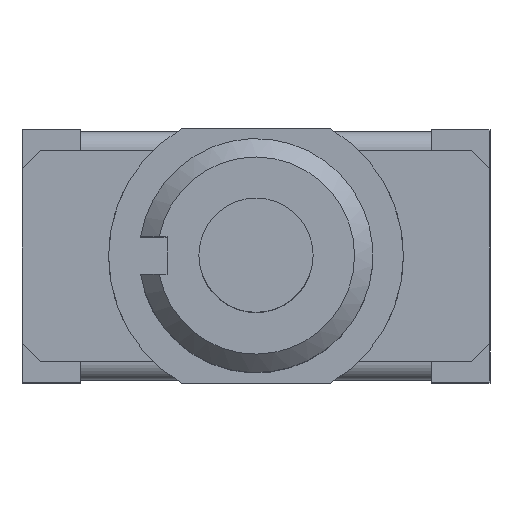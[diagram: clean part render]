
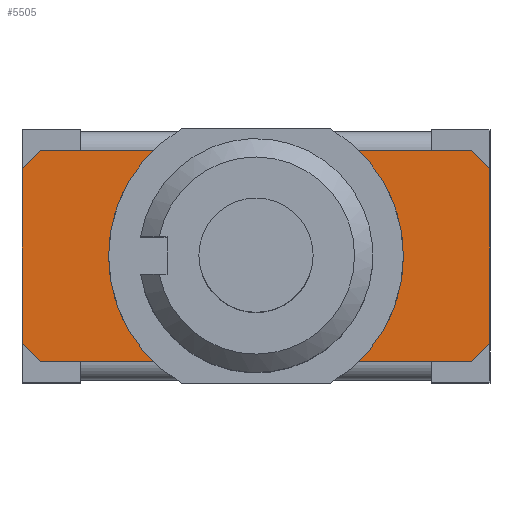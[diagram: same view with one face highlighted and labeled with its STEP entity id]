
A CAD part, top view. The second image highlights one B-rep face of the part: STEP entity #5505.
In plain terms, the highlighted planar face has unit normal (0, 0, 1).
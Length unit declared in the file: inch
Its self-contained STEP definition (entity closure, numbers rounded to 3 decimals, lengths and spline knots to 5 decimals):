
#55=FACE_BOUND('',#860,.T.);
#294=PLANE('',#5822);
#534=FACE_OUTER_BOUND('',#859,.T.);
#859=EDGE_LOOP('',(#4313,#4314,#4315,#4316,#4317,#4318,#4319,#4320,#4321,
#4322,#4323,#4324));
#860=EDGE_LOOP('',(#4325,#4326,#4327,#4328,#4329,#4330,#4331,#4332));
#1295=LINE('',#8886,#1863);
#1299=LINE('',#8895,#1867);
#1301=LINE('',#8900,#1869);
#1306=LINE('',#8908,#1874);
#1307=LINE('',#8911,#1875);
#1310=LINE('',#8917,#1878);
#1313=LINE('',#8923,#1881);
#1318=LINE('',#8932,#1886);
#1319=LINE('',#8935,#1887);
#1322=LINE('',#8940,#1890);
#1324=LINE('',#8943,#1892);
#1325=LINE('',#8944,#1893);
#1326=LINE('',#8953,#1894);
#1327=LINE('',#8960,#1895);
#1863=VECTOR('',#6517,39.37008);
#1867=VECTOR('',#6523,39.37008);
#1869=VECTOR('',#6527,39.37008);
#1874=VECTOR('',#6534,39.37008);
#1875=VECTOR('',#6537,39.37008);
#1878=VECTOR('',#6542,39.37008);
#1881=VECTOR('',#6547,39.37008);
#1886=VECTOR('',#6554,39.37008);
#1887=VECTOR('',#6557,39.37008);
#1890=VECTOR('',#6562,39.37008);
#1892=VECTOR('',#6566,39.37008);
#1893=VECTOR('',#6567,39.37008);
#1894=VECTOR('',#6574,39.37008);
#1895=VECTOR('',#6581,39.37008);
#2233=CIRCLE('',#5823,0.01772);
#2234=CIRCLE('',#5824,0.15748);
#2235=CIRCLE('',#5825,0.01772);
#2236=CIRCLE('',#5826,0.01772);
#2237=CIRCLE('',#5827,0.15748);
#2238=CIRCLE('',#5828,0.01772);
#2359=VERTEX_POINT('',#7575);
#2580=VERTEX_POINT('',#8883);
#2581=VERTEX_POINT('',#8885);
#2584=VERTEX_POINT('',#8892);
#2585=VERTEX_POINT('',#8894);
#2586=VERTEX_POINT('',#8898);
#2587=VERTEX_POINT('',#8899);
#2590=VERTEX_POINT('',#8910);
#2592=VERTEX_POINT('',#8916);
#2594=VERTEX_POINT('',#8922);
#2597=VERTEX_POINT('',#8929);
#2598=VERTEX_POINT('',#8934);
#2600=VERTEX_POINT('',#8945);
#2601=VERTEX_POINT('',#8946);
#2602=VERTEX_POINT('',#8948);
#2603=VERTEX_POINT('',#8950);
#2604=VERTEX_POINT('',#8952);
#2605=VERTEX_POINT('',#8954);
#2606=VERTEX_POINT('',#8956);
#2607=VERTEX_POINT('',#8958);
#3198=EDGE_CURVE('',#2581,#2580,#1295,.T.);
#3202=EDGE_CURVE('',#2585,#2584,#1299,.T.);
#3204=EDGE_CURVE('',#2586,#2587,#1301,.T.);
#3209=EDGE_CURVE('',#2359,#2586,#1306,.T.);
#3210=EDGE_CURVE('',#2590,#2581,#1307,.T.);
#3213=EDGE_CURVE('',#2592,#2590,#1310,.T.);
#3216=EDGE_CURVE('',#2594,#2592,#1313,.T.);
#3221=EDGE_CURVE('',#2597,#2594,#1318,.T.);
#3222=EDGE_CURVE('',#2598,#2585,#1319,.T.);
#3225=EDGE_CURVE('',#2587,#2598,#1322,.T.);
#3227=EDGE_CURVE('',#2584,#2597,#1324,.T.);
#3228=EDGE_CURVE('',#2580,#2359,#1325,.T.);
#3229=EDGE_CURVE('',#2600,#2601,#2233,.T.);
#3230=EDGE_CURVE('',#2602,#2600,#2234,.T.);
#3231=EDGE_CURVE('',#2603,#2602,#2235,.T.);
#3232=EDGE_CURVE('',#2604,#2603,#1326,.T.);
#3233=EDGE_CURVE('',#2605,#2604,#2236,.T.);
#3234=EDGE_CURVE('',#2606,#2605,#2237,.T.);
#3235=EDGE_CURVE('',#2607,#2606,#2238,.T.);
#3236=EDGE_CURVE('',#2601,#2607,#1327,.T.);
#4313=ORIENTED_EDGE('',*,*,#3204,.T.);
#4314=ORIENTED_EDGE('',*,*,#3225,.T.);
#4315=ORIENTED_EDGE('',*,*,#3222,.T.);
#4316=ORIENTED_EDGE('',*,*,#3202,.T.);
#4317=ORIENTED_EDGE('',*,*,#3227,.T.);
#4318=ORIENTED_EDGE('',*,*,#3221,.T.);
#4319=ORIENTED_EDGE('',*,*,#3216,.T.);
#4320=ORIENTED_EDGE('',*,*,#3213,.T.);
#4321=ORIENTED_EDGE('',*,*,#3210,.T.);
#4322=ORIENTED_EDGE('',*,*,#3198,.T.);
#4323=ORIENTED_EDGE('',*,*,#3228,.T.);
#4324=ORIENTED_EDGE('',*,*,#3209,.T.);
#4325=ORIENTED_EDGE('',*,*,#3229,.F.);
#4326=ORIENTED_EDGE('',*,*,#3230,.F.);
#4327=ORIENTED_EDGE('',*,*,#3231,.F.);
#4328=ORIENTED_EDGE('',*,*,#3232,.F.);
#4329=ORIENTED_EDGE('',*,*,#3233,.F.);
#4330=ORIENTED_EDGE('',*,*,#3234,.F.);
#4331=ORIENTED_EDGE('',*,*,#3235,.F.);
#4332=ORIENTED_EDGE('',*,*,#3236,.F.);
#5505=ADVANCED_FACE('',(#534,#55),#294,.F.);
#5822=AXIS2_PLACEMENT_3D('',#8942,#6564,#6565);
#5823=AXIS2_PLACEMENT_3D('',#8947,#6568,#6569);
#5824=AXIS2_PLACEMENT_3D('',#8949,#6570,#6571);
#5825=AXIS2_PLACEMENT_3D('',#8951,#6572,#6573);
#5826=AXIS2_PLACEMENT_3D('',#8955,#6575,#6576);
#5827=AXIS2_PLACEMENT_3D('',#8957,#6577,#6578);
#5828=AXIS2_PLACEMENT_3D('',#8959,#6579,#6580);
#6517=DIRECTION('',(-1.,0.,0.));
#6523=DIRECTION('',(1.,0.,0.));
#6527=DIRECTION('',(-0.707,-0.707,0.));
#6534=DIRECTION('',(-1.,0.,0.));
#6537=DIRECTION('',(-0.707,0.707,0.));
#6542=DIRECTION('',(0.,1.,0.));
#6547=DIRECTION('',(0.707,0.707,0.));
#6554=DIRECTION('',(1.,0.,0.));
#6557=DIRECTION('',(0.707,-0.707,0.));
#6562=DIRECTION('',(0.,-1.,0.));
#6564=DIRECTION('center_axis',(0.,0.,
-1.));
#6565=DIRECTION('ref_axis',(0.,1.,0.));
#6566=DIRECTION('',(1.,0.,0.));
#6567=DIRECTION('',(-1.,0.,0.));
#6568=DIRECTION('center_axis',(0.,0.,
1.));
#6569=DIRECTION('ref_axis',(0.,-1.,0.));
#6570=DIRECTION('center_axis',(0.,0.,
1.));
#6571=DIRECTION('ref_axis',(0.,-1.,0.));
#6572=DIRECTION('center_axis',(0.,0.,
1.));
#6573=DIRECTION('ref_axis',(0.,-1.,0.));
#6574=DIRECTION('',(-1.,0.,0.));
#6575=DIRECTION('center_axis',(0.,0.,
1.));
#6576=DIRECTION('ref_axis',(0.,-1.,0.));
#6577=DIRECTION('center_axis',(0.,0.,
1.));
#6578=DIRECTION('ref_axis',(0.,-1.,0.));
#6579=DIRECTION('center_axis',(0.,0.,
1.));
#6580=DIRECTION('ref_axis',(0.,-1.,0.));
#6581=DIRECTION('',(1.,0.,0.));
#7575=CARTESIAN_POINT('',(-0.18701,0.11299,0.41024));
#8883=CARTESIAN_POINT('',(0.18701,0.11299,0.41024));
#8885=CARTESIAN_POINT('',(0.23031,0.11299,0.41024));
#8886=CARTESIAN_POINT('',(0.23031,0.11299,0.41024));
#8892=CARTESIAN_POINT('',(-0.18701,-0.11299,0.41024));
#8894=CARTESIAN_POINT('',(-0.23031,-0.11299,0.41024));
#8895=CARTESIAN_POINT('',(-0.23031,-0.11299,0.41024));
#8898=CARTESIAN_POINT('',(-0.23031,0.11299,0.41024));
#8899=CARTESIAN_POINT('',(-0.25,0.09331,0.41024));
#8900=CARTESIAN_POINT('',(-0.23031,0.11299,0.41024));
#8908=CARTESIAN_POINT('',(0.23031,0.11299,0.41024));
#8910=CARTESIAN_POINT('',(0.25,0.09331,0.41024));
#8911=CARTESIAN_POINT('',(0.25,0.09331,0.41024));
#8916=CARTESIAN_POINT('',(0.25,-0.09331,0.41024));
#8917=CARTESIAN_POINT('',(0.25,-0.09331,0.41024));
#8922=CARTESIAN_POINT('',(0.23031,-0.11299,0.41024));
#8923=CARTESIAN_POINT('',(0.23031,-0.11299,0.41024));
#8929=CARTESIAN_POINT('',(0.18701,-0.11299,0.41024));
#8932=CARTESIAN_POINT('',(-0.23031,-0.11299,0.41024));
#8934=CARTESIAN_POINT('',(-0.25,-0.09331,0.41024));
#8935=CARTESIAN_POINT('',(-0.23031,-0.11299,0.41024));
#8940=CARTESIAN_POINT('',(-0.25,0.09331,0.41024));
#8942=CARTESIAN_POINT('Origin',(-0.34331,0.,
0.41024));
#8943=CARTESIAN_POINT('',(-0.18701,-0.11299,0.41024));
#8944=CARTESIAN_POINT('',(0.18701,0.11299,0.41024));
#8945=CARTESIAN_POINT('',(-0.14168,-0.06876,0.41024));
#8946=CARTESIAN_POINT('',(-0.12574,-0.07874,0.41024));
#8947=CARTESIAN_POINT('Origin',(-0.12574,-0.06102,0.41024));
#8948=CARTESIAN_POINT('',(-0.14168,0.06876,0.41024));
#8949=CARTESIAN_POINT('Origin',(0.,0.,
0.41024));
#8950=CARTESIAN_POINT('',(-0.12574,0.07874,0.41024));
#8951=CARTESIAN_POINT('Origin',(-0.12574,0.06102,0.41024));
#8952=CARTESIAN_POINT('',(0.12574,0.07874,0.41024));
#8953=CARTESIAN_POINT('',(-0.12574,0.07874,0.41024));
#8954=CARTESIAN_POINT('',(0.14168,0.06876,0.41024));
#8955=CARTESIAN_POINT('Origin',(0.12574,0.06102,0.41024));
#8956=CARTESIAN_POINT('',(0.14168,-0.06876,0.41024));
#8957=CARTESIAN_POINT('Origin',(0.,0.,
0.41024));
#8958=CARTESIAN_POINT('',(0.12574,-0.07874,0.41024));
#8959=CARTESIAN_POINT('Origin',(0.12574,-0.06102,0.41024));
#8960=CARTESIAN_POINT('',(-0.12574,-0.07874,0.41024));
